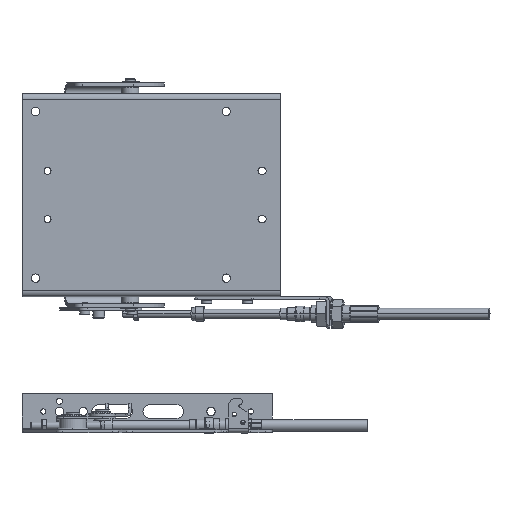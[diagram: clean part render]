
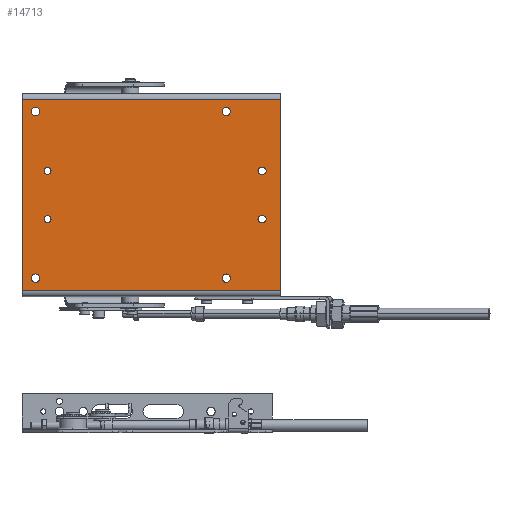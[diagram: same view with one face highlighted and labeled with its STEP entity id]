
A CAD part, front view. The second image highlights one B-rep face of the part: STEP entity #14713.
In plain terms, the highlighted face is planar.
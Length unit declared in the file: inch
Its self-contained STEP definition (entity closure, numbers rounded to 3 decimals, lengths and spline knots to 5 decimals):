
#13532=CARTESIAN_POINT('',(0.57,0.5,-0.105));
#13533=DIRECTION('',(0.,0.,-1.));
#13534=DIRECTION('',(1.,0.,0.));
#13535=AXIS2_PLACEMENT_3D('',#13532,#13533,#13534);
#13537=CARTESIAN_POINT('',(0.57,0.5,-0.105));
#13538=DIRECTION('',(0.,0.,-1.));
#13539=DIRECTION('',(-1.,0.,0.));
#13540=AXIS2_PLACEMENT_3D('',#13537,#13538,#13539);
#13542=CARTESIAN_POINT('',(0.57,7.5,-0.105));
#13543=DIRECTION('',(0.,0.,-1.));
#13544=DIRECTION('',(1.,0.,0.));
#13545=AXIS2_PLACEMENT_3D('',#13542,#13543,#13544);
#13547=CARTESIAN_POINT('',(0.57,7.5,-0.105));
#13548=DIRECTION('',(0.,0.,-1.));
#13549=DIRECTION('',(-1.,0.,0.));
#13550=AXIS2_PLACEMENT_3D('',#13547,#13548,#13549);
#13552=CARTESIAN_POINT('',(6.693,7.5,-0.105));
#13553=DIRECTION('',(0.,0.,-1.));
#13554=DIRECTION('',(1.,0.,0.));
#13555=AXIS2_PLACEMENT_3D('',#13552,#13553,#13554);
#13557=CARTESIAN_POINT('',(6.693,7.5,-0.105));
#13558=DIRECTION('',(0.,0.,-1.));
#13559=DIRECTION('',(-1.,0.,0.));
#13560=AXIS2_PLACEMENT_3D('',#13557,#13558,#13559);
#13562=CARTESIAN_POINT('',(6.693,0.5,-0.105));
#13563=DIRECTION('',(0.,0.,-1.));
#13564=DIRECTION('',(1.,0.,0.));
#13565=AXIS2_PLACEMENT_3D('',#13562,#13563,#13564);
#13567=CARTESIAN_POINT('',(6.693,0.5,-0.105));
#13568=DIRECTION('',(0.,0.,-1.));
#13569=DIRECTION('',(-1.,0.,0.));
#13570=AXIS2_PLACEMENT_3D('',#13567,#13568,#13569);
#13572=CARTESIAN_POINT('',(2.74,0.94,-0.105));
#13573=DIRECTION('',(0.,0.,-1.));
#13574=DIRECTION('',(1.,0.,0.));
#13575=AXIS2_PLACEMENT_3D('',#13572,#13573,#13574);
#13577=CARTESIAN_POINT('',(2.74,0.94,-0.105));
#13578=DIRECTION('',(0.,0.,-1.));
#13579=DIRECTION('',(-1.,0.,0.));
#13580=AXIS2_PLACEMENT_3D('',#13577,#13578,#13579);
#13582=CARTESIAN_POINT('',(4.512,0.94,-0.105));
#13583=DIRECTION('',(0.,0.,-1.));
#13584=DIRECTION('',(1.,0.,0.));
#13585=AXIS2_PLACEMENT_3D('',#13582,#13583,#13584);
#13587=CARTESIAN_POINT('',(4.512,0.94,-0.105));
#13588=DIRECTION('',(0.,0.,-1.));
#13589=DIRECTION('',(-1.,0.,0.));
#13590=AXIS2_PLACEMENT_3D('',#13587,#13588,#13589);
#13592=CARTESIAN_POINT('',(2.74,8.839,-0.105));
#13593=DIRECTION('',(0.,0.,-1.));
#13594=DIRECTION('',(-1.,0.,0.));
#13595=AXIS2_PLACEMENT_3D('',#13592,#13593,#13594);
#13597=DIRECTION('',(0.,-1.,0.));
#13598=VECTOR('',#13597,0.05);
#13599=CARTESIAN_POINT('',(2.865,8.839,-0.105));
#13600=LINE('',#13599,#13598);
#13601=CARTESIAN_POINT('',(2.74,8.789,-0.105));
#13602=DIRECTION('',(0.,0.,-1.));
#13603=DIRECTION('',(1.,0.,0.));
#13604=AXIS2_PLACEMENT_3D('',#13601,#13602,#13603);
#13606=DIRECTION('',(0.,1.,0.));
#13607=VECTOR('',#13606,0.05);
#13608=CARTESIAN_POINT('',(2.615,8.789,-0.105));
#13609=LINE('',#13608,#13607);
#13610=CARTESIAN_POINT('',(4.512,8.839,-0.105));
#13611=DIRECTION('',(0.,0.,-1.));
#13612=DIRECTION('',(-1.,0.,0.));
#13613=AXIS2_PLACEMENT_3D('',#13610,#13611,#13612);
#13615=DIRECTION('',(0.,-1.,0.));
#13616=VECTOR('',#13615,0.05);
#13617=CARTESIAN_POINT('',(4.637,8.839,-0.105));
#13618=LINE('',#13617,#13616);
#13619=CARTESIAN_POINT('',(4.512,8.789,-0.105));
#13620=DIRECTION('',(0.,0.,-1.));
#13621=DIRECTION('',(1.,0.,0.));
#13622=AXIS2_PLACEMENT_3D('',#13619,#13620,#13621);
#13624=DIRECTION('',(0.,1.,0.));
#13625=VECTOR('',#13624,0.05);
#13626=CARTESIAN_POINT('',(4.387,8.789,-0.105));
#13627=LINE('',#13626,#13625);
#13672=DIRECTION('',(-1.,0.,0.));
#13673=VECTOR('',#13672,7.04);
#13674=CARTESIAN_POINT('',(7.145,0.,-0.105));
#13675=LINE('',#13674,#13673);
#13693=DIRECTION('',(0.,-1.,0.));
#13694=VECTOR('',#13693,9.5);
#13695=CARTESIAN_POINT('',(7.145,9.5,-0.105));
#13696=LINE('',#13695,#13694);
#13896=DIRECTION('',(1.,0.,0.));
#13897=VECTOR('',#13896,7.04);
#13898=CARTESIAN_POINT('',(0.105,9.5,-0.105));
#13899=LINE('',#13898,#13897);
#13921=DIRECTION('',(0.,1.,0.));
#13922=VECTOR('',#13921,9.5);
#13923=CARTESIAN_POINT('',(0.105,0.,-0.105));
#13924=LINE('',#13923,#13922);
#14300=CARTESIAN_POINT('',(0.105,0.,-0.105));
#14301=VERTEX_POINT('',#14300);
#14302=CARTESIAN_POINT('',(0.105,9.5,-0.105));
#14303=VERTEX_POINT('',#14302);
#14316=CARTESIAN_POINT('',(7.145,9.5,-0.105));
#14317=VERTEX_POINT('',#14316);
#14318=CARTESIAN_POINT('',(7.145,0.,-0.105));
#14319=VERTEX_POINT('',#14318);
#14352=CARTESIAN_POINT('',(0.726,0.5,-0.105));
#14353=CARTESIAN_POINT('',(0.414,0.5,-0.105));
#14354=VERTEX_POINT('',#14352);
#14355=VERTEX_POINT('',#14353);
#14356=CARTESIAN_POINT('',(0.726,7.5,-0.105));
#14357=CARTESIAN_POINT('',(0.414,7.5,-0.105));
#14358=VERTEX_POINT('',#14356);
#14359=VERTEX_POINT('',#14357);
#14360=CARTESIAN_POINT('',(6.849,7.5,-0.105));
#14361=CARTESIAN_POINT('',(6.537,7.5,-0.105));
#14362=VERTEX_POINT('',#14360);
#14363=VERTEX_POINT('',#14361);
#14364=CARTESIAN_POINT('',(6.849,0.5,-0.105));
#14365=CARTESIAN_POINT('',(6.537,0.5,-0.105));
#14366=VERTEX_POINT('',#14364);
#14367=VERTEX_POINT('',#14365);
#14368=CARTESIAN_POINT('',(2.865,0.94,-0.105));
#14369=CARTESIAN_POINT('',(2.615,0.94,-0.105));
#14370=VERTEX_POINT('',#14368);
#14371=VERTEX_POINT('',#14369);
#14372=CARTESIAN_POINT('',(4.637,0.94,-0.105));
#14373=CARTESIAN_POINT('',(4.387,0.94,-0.105));
#14374=VERTEX_POINT('',#14372);
#14375=VERTEX_POINT('',#14373);
#14464=CARTESIAN_POINT('',(2.615,8.839,-0.105));
#14465=CARTESIAN_POINT('',(2.865,8.839,-0.105));
#14466=VERTEX_POINT('',#14464);
#14467=VERTEX_POINT('',#14465);
#14468=CARTESIAN_POINT('',(2.865,8.789,-0.105));
#14469=VERTEX_POINT('',#14468);
#14470=CARTESIAN_POINT('',(2.615,8.789,-0.105));
#14471=VERTEX_POINT('',#14470);
#14472=CARTESIAN_POINT('',(4.387,8.839,-0.105));
#14473=CARTESIAN_POINT('',(4.637,8.839,-0.105));
#14474=VERTEX_POINT('',#14472);
#14475=VERTEX_POINT('',#14473);
#14476=CARTESIAN_POINT('',(4.637,8.789,-0.105));
#14477=VERTEX_POINT('',#14476);
#14478=CARTESIAN_POINT('',(4.387,8.789,-0.105));
#14479=VERTEX_POINT('',#14478);
#14644=CARTESIAN_POINT('',(0.,0.,-0.105));
#14645=DIRECTION('',(0.,0.,1.));
#14646=DIRECTION('',(1.,0.,0.));
#14647=AXIS2_PLACEMENT_3D('',#14644,#14645,#14646);
#14648=PLANE('',#14647);
#14650=ORIENTED_EDGE('',*,*,#14649,.F.);
#14652=ORIENTED_EDGE('',*,*,#14651,.F.);
#14654=ORIENTED_EDGE('',*,*,#14653,.F.);
#14656=ORIENTED_EDGE('',*,*,#14655,.F.);
#14657=EDGE_LOOP('',(#14650,#14652,#14654,#14656));
#14658=FACE_OUTER_BOUND('',#14657,.F.);
#14660=ORIENTED_EDGE('',*,*,#14659,.T.);
#14662=ORIENTED_EDGE('',*,*,#14661,.T.);
#14663=EDGE_LOOP('',(#14660,#14662));
#14664=FACE_BOUND('',#14663,.F.);
#14666=ORIENTED_EDGE('',*,*,#14665,.T.);
#14668=ORIENTED_EDGE('',*,*,#14667,.T.);
#14669=EDGE_LOOP('',(#14666,#14668));
#14670=FACE_BOUND('',#14669,.F.);
#14672=ORIENTED_EDGE('',*,*,#14671,.T.);
#14674=ORIENTED_EDGE('',*,*,#14673,.T.);
#14675=EDGE_LOOP('',(#14672,#14674));
#14676=FACE_BOUND('',#14675,.F.);
#14678=ORIENTED_EDGE('',*,*,#14677,.T.);
#14680=ORIENTED_EDGE('',*,*,#14679,.T.);
#14681=EDGE_LOOP('',(#14678,#14680));
#14682=FACE_BOUND('',#14681,.F.);
#14684=ORIENTED_EDGE('',*,*,#14683,.T.);
#14686=ORIENTED_EDGE('',*,*,#14685,.T.);
#14687=EDGE_LOOP('',(#14684,#14686));
#14688=FACE_BOUND('',#14687,.F.);
#14689=ORIENTED_EDGE('',*,*,#14624,.T.);
#14690=ORIENTED_EDGE('',*,*,#14638,.T.);
#14691=EDGE_LOOP('',(#14689,#14690));
#14692=FACE_BOUND('',#14691,.F.);
#14694=ORIENTED_EDGE('',*,*,#14693,.T.);
#14696=ORIENTED_EDGE('',*,*,#14695,.T.);
#14698=ORIENTED_EDGE('',*,*,#14697,.T.);
#14700=ORIENTED_EDGE('',*,*,#14699,.T.);
#14701=EDGE_LOOP('',(#14694,#14696,#14698,#14700));
#14702=FACE_BOUND('',#14701,.F.);
#14704=ORIENTED_EDGE('',*,*,#14703,.T.);
#14706=ORIENTED_EDGE('',*,*,#14705,.T.);
#14708=ORIENTED_EDGE('',*,*,#14707,.T.);
#14710=ORIENTED_EDGE('',*,*,#14709,.T.);
#14711=EDGE_LOOP('',(#14704,#14706,#14708,#14710));
#14712=FACE_BOUND('',#14711,.F.);
#14713=ADVANCED_FACE('',(#14658,#14664,#14670,#14676,#14682,#14688,#14692,
#14702,#14712),#14648,.F.);
#13536=CIRCLE('',#13535,0.156);
#13541=CIRCLE('',#13540,0.156);
#13546=CIRCLE('',#13545,0.156);
#13551=CIRCLE('',#13550,0.156);
#13556=CIRCLE('',#13555,0.156);
#13561=CIRCLE('',#13560,0.156);
#13566=CIRCLE('',#13565,0.156);
#13571=CIRCLE('',#13570,0.156);
#13576=CIRCLE('',#13575,0.125);
#13581=CIRCLE('',#13580,0.125);
#13586=CIRCLE('',#13585,0.125);
#13591=CIRCLE('',#13590,0.125);
#13596=CIRCLE('',#13595,0.125);
#13605=CIRCLE('',#13604,0.125);
#13614=CIRCLE('',#13613,0.125);
#13623=CIRCLE('',#13622,0.125);
#14624=EDGE_CURVE('',#14354,#14355,#13536,.T.);
#14638=EDGE_CURVE('',#14355,#14354,#13541,.T.);
#14649=EDGE_CURVE('',#14319,#14301,#13675,.T.);
#14651=EDGE_CURVE('',#14317,#14319,#13696,.T.);
#14653=EDGE_CURVE('',#14303,#14317,#13899,.T.);
#14655=EDGE_CURVE('',#14301,#14303,#13924,.T.);
#14659=EDGE_CURVE('',#14358,#14359,#13546,.T.);
#14661=EDGE_CURVE('',#14359,#14358,#13551,.T.);
#14665=EDGE_CURVE('',#14362,#14363,#13556,.T.);
#14667=EDGE_CURVE('',#14363,#14362,#13561,.T.);
#14671=EDGE_CURVE('',#14366,#14367,#13566,.T.);
#14673=EDGE_CURVE('',#14367,#14366,#13571,.T.);
#14677=EDGE_CURVE('',#14370,#14371,#13576,.T.);
#14679=EDGE_CURVE('',#14371,#14370,#13581,.T.);
#14683=EDGE_CURVE('',#14374,#14375,#13586,.T.);
#14685=EDGE_CURVE('',#14375,#14374,#13591,.T.);
#14693=EDGE_CURVE('',#14466,#14467,#13596,.T.);
#14695=EDGE_CURVE('',#14467,#14469,#13600,.T.);
#14697=EDGE_CURVE('',#14469,#14471,#13605,.T.);
#14699=EDGE_CURVE('',#14471,#14466,#13609,.T.);
#14703=EDGE_CURVE('',#14474,#14475,#13614,.T.);
#14705=EDGE_CURVE('',#14475,#14477,#13618,.T.);
#14707=EDGE_CURVE('',#14477,#14479,#13623,.T.);
#14709=EDGE_CURVE('',#14479,#14474,#13627,.T.);
